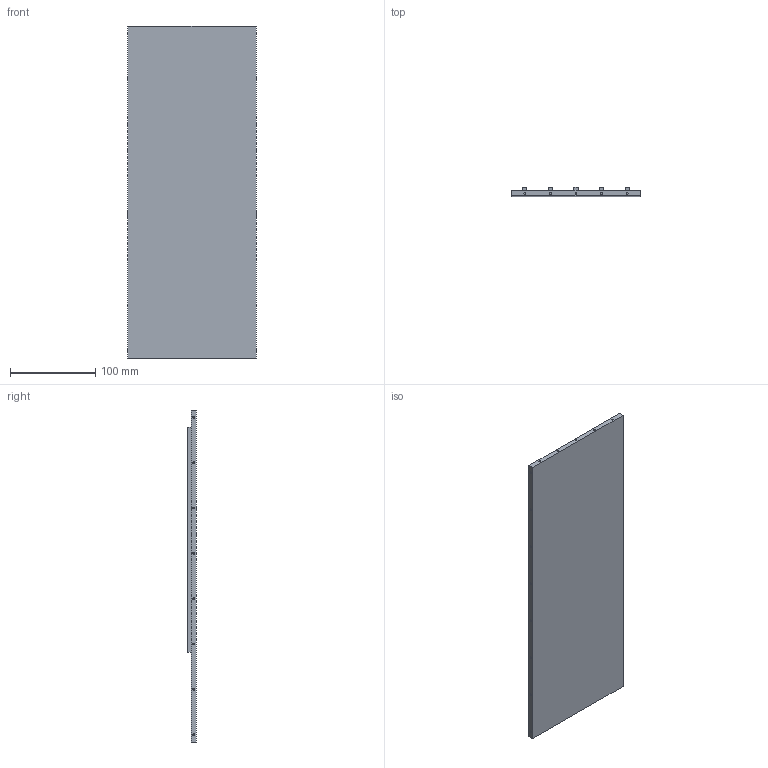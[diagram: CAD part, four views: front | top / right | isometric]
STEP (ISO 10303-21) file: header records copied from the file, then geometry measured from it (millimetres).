
FILE_DESCRIPTION(/* description */ (''),/* implementation_level */ '2;1');
FILE_NAME(/* name */ 'right_lower.step',/* time_stamp */ '2025-09-03T11:09:09+02:00',/* author */ (''),/* organization */ (''),/* preprocessor_version */ 'ST-DEVELOPER v20.1',/* originating_system */ 'Autodesk Translation Framework v14.10.0.0',/* authorisation */ '');
FILE_SCHEMA (('AUTOMOTIVE_DESIGN { 1 0 10303 214 3 1 1 }'));
Length unit declared in the file: millimetre
Products named in the file (1): right_lower
Bounding box: 149.9 x 10 x 388.37 mm (x, y, z)
Volume: 369413.8 mm3; surface area: 135830.9 mm2
Topology: 1 solids, 1 shells, 83 faces, 150 edges, 100 vertices
Faces by surface type: plane 57, cylinder 26
Full cylindrical faces by diameter (mm): 2.075 x26
Entity records: 2076 total; most frequent: DIRECTION 370, CARTESIAN_POINT 334, ORIENTED_EDGE 300, EDGE_CURVE 150, AXIS2_PLACEMENT_3D 136, EDGE_LOOP 114, VERTEX_POINT 100, LINE 98
